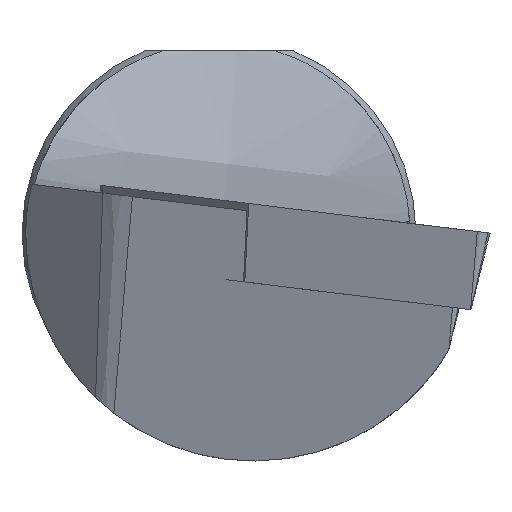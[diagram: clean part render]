
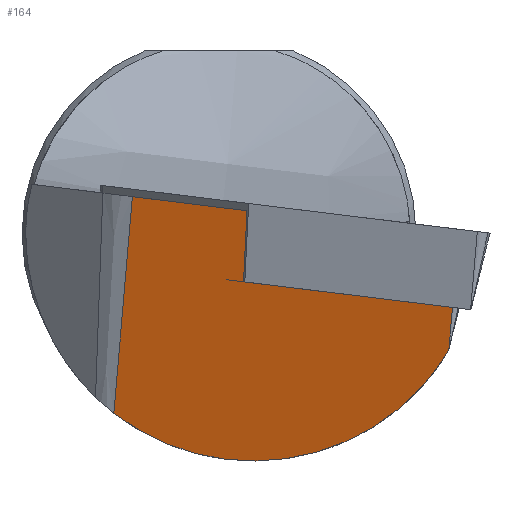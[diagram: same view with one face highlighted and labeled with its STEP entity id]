
A CAD part, left-side view. The second image highlights one B-rep face of the part: STEP entity #164.
In plain terms, the highlighted planar face has unit normal (-0.947, 0.309, -0.085).
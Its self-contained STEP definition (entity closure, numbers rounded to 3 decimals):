
#164=ADVANCED_FACE('',(#216),#198,.T.);
#198=PLANE('',#697);
#216=FACE_OUTER_BOUND('',#249,.T.);
#249=EDGE_LOOP('',(#293,#294,#295,#296,#297,#298,#299));
#284=ELLIPSE('',#696,9.765,9.25);
#293=ORIENTED_EDGE('',*,*,#522,.F.);
#294=ORIENTED_EDGE('',*,*,#523,.F.);
#295=ORIENTED_EDGE('',*,*,#524,.T.);
#296=ORIENTED_EDGE('',*,*,#525,.T.);
#297=ORIENTED_EDGE('',*,*,#519,.F.);
#298=ORIENTED_EDGE('',*,*,#526,.F.);
#299=ORIENTED_EDGE('',*,*,#527,.F.);
#462=VERTEX_POINT('',#911);
#463=VERTEX_POINT('',#913);
#465=VERTEX_POINT('',#919);
#466=VERTEX_POINT('',#920);
#467=VERTEX_POINT('',#922);
#468=VERTEX_POINT('',#924);
#469=VERTEX_POINT('',#927);
#519=EDGE_CURVE('',#462,#463,#605,.T.);
#522=EDGE_CURVE('',#465,#466,#607,.T.);
#523=EDGE_CURVE('',#467,#465,#608,.T.);
#524=EDGE_CURVE('',#467,#468,#609,.T.);
#525=EDGE_CURVE('',#468,#463,#284,.T.);
#526=EDGE_CURVE('',#469,#462,#610,.T.);
#527=EDGE_CURVE('',#466,#469,#611,.T.);
#605=LINE('',#912,#650);
#607=LINE('',#918,#652);
#608=LINE('',#921,#653);
#609=LINE('',#923,#654);
#610=LINE('',#926,#655);
#611=LINE('',#928,#656);
#650=VECTOR('',#753,1.);
#652=VECTOR('',#759,1.);
#653=VECTOR('',#760,1.);
#654=VECTOR('',#761,1.);
#655=VECTOR('',#764,1.);
#656=VECTOR('',#765,1.);
#696=AXIS2_PLACEMENT_3D('',#925,#762,#763);
#697=AXIS2_PLACEMENT_3D('',#929,#766,#767);
#753=DIRECTION('',(0.216,0.421,-0.881));
#759=DIRECTION('',(0.105,0.048,-0.993));
#760=DIRECTION('',(-0.299,-0.947,-0.116));
#761=DIRECTION('',(0.116,0.085,-0.99));
#762=DIRECTION('',(-0.947,0.309,-0.085));
#763=DIRECTION('',(0.321,0.913,-0.251));
#764=DIRECTION('',(0.116,0.085,-0.99));
#765=DIRECTION('',(-0.299,-0.947,-0.116));
#766=DIRECTION('',(-0.947,0.309,-0.085));
#767=DIRECTION('',(-0.31,-0.951,0.));
#911=CARTESIAN_POINT('',(0.876,-9.334,-4.714));
#912=CARTESIAN_POINT('',(-0.137,-11.306,-0.584));
#913=CARTESIAN_POINT('',(0.922,-9.246,-4.899));
#918=CARTESIAN_POINT('',(3.053,-1.133,0.858));
#919=CARTESIAN_POINT('',(3.047,-1.136,0.914));
#920=CARTESIAN_POINT('',(3.351,-0.995,-1.971));
#921=CARTESIAN_POINT('',(0.26,-9.975,-0.172));
#922=CARTESIAN_POINT('',(4.514,3.518,1.485));
#923=CARTESIAN_POINT('',(4.479,3.492,1.784));
#924=CARTESIAN_POINT('',(5.548,4.272,-7.307));
#925=CARTESIAN_POINT('',(3.043,-1.4,0.));
#926=CARTESIAN_POINT('',(0.303,-9.752,0.158));
#927=CARTESIAN_POINT('',(0.676,-9.48,-3.013));
#928=CARTESIAN_POINT('',(0.598,-9.729,-3.043));
#929=CARTESIAN_POINT('',(0.225,-10.001,0.127));
